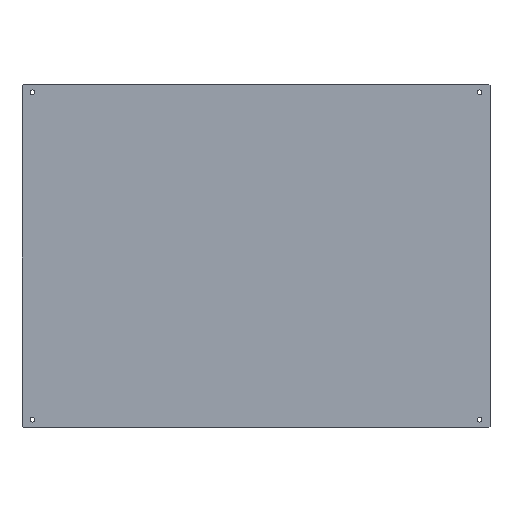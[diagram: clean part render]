
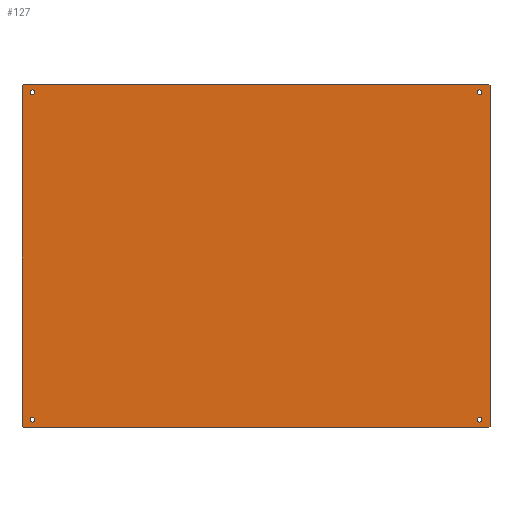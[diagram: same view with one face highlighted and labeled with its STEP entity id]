
A CAD part, top view. The second image highlights one B-rep face of the part: STEP entity #127.
In plain terms, the highlighted planar face has unit normal (0, 0, 1).
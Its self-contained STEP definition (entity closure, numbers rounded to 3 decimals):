
#95=FACE_BOUND('',#163,.T.);
#96=FACE_BOUND('',#164,.T.);
#97=FACE_BOUND('',#165,.T.);
#98=FACE_BOUND('',#166,.T.);
#99=FACE_BOUND('',#167,.T.);
#110=CIRCLE('',#369,4.5);
#112=CIRCLE('',#372,4.5);
#114=CIRCLE('',#375,4.5);
#116=CIRCLE('',#378,4.5);
#127=ADVANCED_FACE('F9',(#95,#96,#97,#98,#99),#137,.T.);
#137=PLANE('',#382);
#163=EDGE_LOOP('',(#215,#216,#217,#218,#219,#220,#221,#222));
#164=EDGE_LOOP('',(#223));
#165=EDGE_LOOP('',(#224));
#166=EDGE_LOOP('',(#225));
#167=EDGE_LOOP('',(#226));
#215=ORIENTED_EDGE('',*,*,#273,.T.);
#216=ORIENTED_EDGE('',*,*,#303,.F.);
#217=ORIENTED_EDGE('',*,*,#281,.T.);
#218=ORIENTED_EDGE('',*,*,#304,.F.);
#219=ORIENTED_EDGE('',*,*,#285,.T.);
#220=ORIENTED_EDGE('',*,*,#301,.F.);
#221=ORIENTED_EDGE('',*,*,#275,.T.);
#222=ORIENTED_EDGE('',*,*,#299,.F.);
#223=ORIENTED_EDGE('',*,*,#298,.F.);
#224=ORIENTED_EDGE('',*,*,#295,.F.);
#225=ORIENTED_EDGE('',*,*,#292,.F.);
#226=ORIENTED_EDGE('',*,*,#289,.F.);
#249=VERTEX_POINT('',#465);
#250=VERTEX_POINT('',#467);
#251=VERTEX_POINT('',#471);
#252=VERTEX_POINT('',#472);
#257=VERTEX_POINT('',#483);
#258=VERTEX_POINT('',#485);
#261=VERTEX_POINT('',#492);
#262=VERTEX_POINT('',#494);
#264=VERTEX_POINT('',#500);
#266=VERTEX_POINT('',#506);
#268=VERTEX_POINT('',#512);
#270=VERTEX_POINT('',#518);
#273=EDGE_CURVE('E68',#250,#249,#309,.T.);
#275=EDGE_CURVE('E57',#251,#252,#311,.T.);
#281=EDGE_CURVE('E48',#258,#257,#317,.T.);
#285=EDGE_CURVE('E38',#262,#261,#321,.T.);
#289=EDGE_CURVE('E28',#264,#264,#110,.T.);
#292=EDGE_CURVE('E25',#266,#266,#112,.T.);
#295=EDGE_CURVE('E22',#268,#268,#114,.T.);
#298=EDGE_CURVE('E19',#270,#270,#116,.T.);
#299=EDGE_CURVE('E11',#250,#252,#327,.T.);
#301=EDGE_CURVE('E7',#251,#261,#329,.T.);
#303=EDGE_CURVE('E15',#258,#249,#331,.T.);
#304=EDGE_CURVE('E3',#262,#257,#332,.T.);
#309=LINE('',#466,#337);
#311=LINE('',#470,#339);
#317=LINE('',#484,#345);
#321=LINE('',#493,#349);
#327=LINE('',#521,#355);
#329=LINE('',#524,#357);
#331=LINE('',#527,#359);
#332=LINE('',#528,#360);
#337=VECTOR('',#390,1.);
#339=VECTOR('',#394,1.);
#345=VECTOR('',#402,1.);
#349=VECTOR('',#408,1.);
#355=VECTOR('',#440,1.);
#357=VECTOR('',#444,1.);
#359=VECTOR('',#448,1.);
#360=VECTOR('',#449,1.);
#369=AXIS2_PLACEMENT_3D('',#501,#415,#416);
#372=AXIS2_PLACEMENT_3D('',#507,#422,#423);
#375=AXIS2_PLACEMENT_3D('',#513,#429,#430);
#378=AXIS2_PLACEMENT_3D('',#519,#436,#437);
#382=AXIS2_PLACEMENT_3D('',#529,#450,#451);
#390=DIRECTION('',(-0.707,-0.707,0.));
#394=DIRECTION('',(-0.707,0.707,0.));
#402=DIRECTION('',(0.707,-0.707,0.));
#408=DIRECTION('',(0.707,0.707,0.));
#415=DIRECTION('',(0.,0.,1.));
#416=DIRECTION('',(1.,0.,0.));
#422=DIRECTION('',(0.,0.,1.));
#423=DIRECTION('',(1.,0.,0.));
#429=DIRECTION('',(0.,0.,1.));
#430=DIRECTION('',(1.,0.,0.));
#436=DIRECTION('',(0.,0.,1.));
#437=DIRECTION('',(1.,0.,0.));
#440=DIRECTION('',(1.,0.,0.));
#444=DIRECTION('',(0.,-1.,0.));
#448=DIRECTION('',(0.,1.,0.));
#449=DIRECTION('',(-1.,0.,0.));
#450=DIRECTION('',(0.,0.,1.));
#451=DIRECTION('',(-1.,0.,0.));
#465=CARTESIAN_POINT('',(-803.981,-493.192,3.));
#466=CARTESIAN_POINT('',(-802.567,-491.777,3.));
#467=CARTESIAN_POINT('',(-801.153,-490.363,3.));
#470=CARTESIAN_POINT('',(87.605,-491.777,3.));
#471=CARTESIAN_POINT('',(89.019,-493.192,3.));
#472=CARTESIAN_POINT('',(86.191,-490.363,3.));
#483=CARTESIAN_POINT('',(-801.153,-1145.363,3.));
#484=CARTESIAN_POINT('',(-802.567,-1143.949,3.));
#485=CARTESIAN_POINT('',(-803.981,-1142.535,3.));
#492=CARTESIAN_POINT('',(89.019,-1142.535,3.));
#493=CARTESIAN_POINT('',(87.605,-1143.949,3.));
#494=CARTESIAN_POINT('',(86.191,-1145.363,3.));
#500=CARTESIAN_POINT('',(-779.481,-1130.363,3.));
#501=CARTESIAN_POINT('',(-783.981,-1130.363,3.));
#506=CARTESIAN_POINT('',(73.519,-1130.363,3.));
#507=CARTESIAN_POINT('',(69.019,-1130.363,3.));
#512=CARTESIAN_POINT('',(73.519,-505.363,3.));
#513=CARTESIAN_POINT('',(69.019,-505.363,3.));
#518=CARTESIAN_POINT('',(-779.481,-505.363,3.));
#519=CARTESIAN_POINT('',(-783.981,-505.363,3.));
#521=CARTESIAN_POINT('',(-107.481,-490.363,3.));
#524=CARTESIAN_POINT('',(89.019,-942.863,3.));
#527=CARTESIAN_POINT('',(-803.981,-942.863,3.));
#528=CARTESIAN_POINT('',(-107.481,-1145.363,3.));
#529=CARTESIAN_POINT('',(-323.631,-1165.613,3.));
